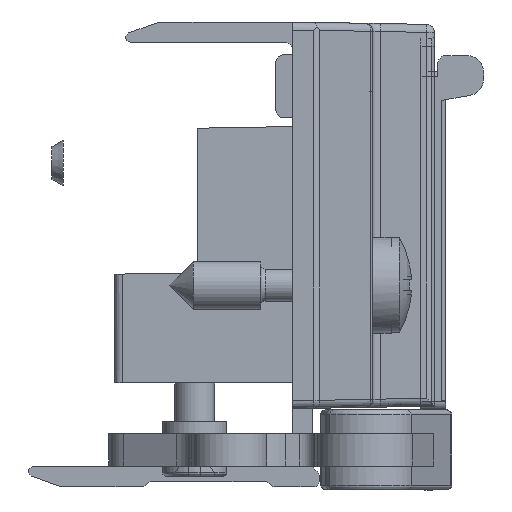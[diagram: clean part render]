
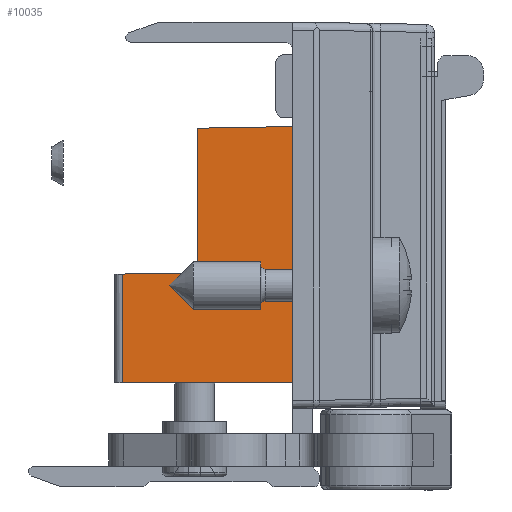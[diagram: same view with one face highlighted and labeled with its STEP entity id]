
A CAD part, front view. The second image highlights one B-rep face of the part: STEP entity #10035.
In plain terms, the highlighted face is planar.
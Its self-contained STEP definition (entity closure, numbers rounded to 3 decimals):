
#513=PLANE('',#10811);
#876=FACE_OUTER_BOUND('',#1475,.T.);
#1475=EDGE_LOOP('',(#7425,#7426,#7427,#7428,#7429,#7430));
#2677=LINE('',#15921,#3577);
#2697=LINE('',#16062,#3597);
#2698=LINE('',#16063,#3598);
#2699=LINE('',#16065,#3599);
#2700=LINE('',#16067,#3600);
#2701=LINE('',#16068,#3601);
#3577=VECTOR('',#12461,1.);
#3597=VECTOR('',#12519,1.);
#3598=VECTOR('',#12520,1.);
#3599=VECTOR('',#12521,1.);
#3600=VECTOR('',#12522,1.);
#3601=VECTOR('',#12523,1.);
#4501=VERTEX_POINT('',#15918);
#4502=VERTEX_POINT('',#15920);
#4524=VERTEX_POINT('',#16060);
#4525=VERTEX_POINT('',#16061);
#4526=VERTEX_POINT('',#16064);
#4527=VERTEX_POINT('',#16066);
#5567=EDGE_CURVE('',#4501,#4502,#2677,.T.);
#5599=EDGE_CURVE('',#4524,#4525,#2697,.T.);
#5600=EDGE_CURVE('',#4502,#4524,#2698,.T.);
#5601=EDGE_CURVE('',#4526,#4501,#2699,.T.);
#5602=EDGE_CURVE('',#4527,#4526,#2700,.T.);
#5603=EDGE_CURVE('',#4525,#4527,#2701,.T.);
#7425=ORIENTED_EDGE('',*,*,#5599,.F.);
#7426=ORIENTED_EDGE('',*,*,#5600,.F.);
#7427=ORIENTED_EDGE('',*,*,#5567,.F.);
#7428=ORIENTED_EDGE('',*,*,#5601,.F.);
#7429=ORIENTED_EDGE('',*,*,#5602,.F.);
#7430=ORIENTED_EDGE('',*,*,#5603,.F.);
#10035=ADVANCED_FACE('',(#876),#513,.T.);
#10811=AXIS2_PLACEMENT_3D('',#16059,#12517,#12518);
#12461=DIRECTION('',(1.,0.,-0.017));
#12517=DIRECTION('center_axis',(0.,1.,0.));
#12518=DIRECTION('ref_axis',(1.,0.,0.));
#12519=DIRECTION('',(1.,0.,-0.017));
#12520=DIRECTION('',(0.,0.,-1.));
#12521=DIRECTION('',(0.,0.,-1.));
#12522=DIRECTION('',(-1.,0.,0.));
#12523=DIRECTION('',(0.,0.,1.));
#15918=CARTESIAN_POINT('',(-7.45,-27.555,46.439));
#15920=CARTESIAN_POINT('',(-2.79,-27.555,46.358));
#15921=CARTESIAN_POINT('',(0.348,-27.555,46.303));
#16059=CARTESIAN_POINT('Origin',(3.754,-27.555,49.73));
#16060=CARTESIAN_POINT('',(-2.79,-27.555,37.349));
#16061=CARTESIAN_POINT('',(3.16,-27.555,37.245));
#16062=CARTESIAN_POINT('',(0.348,-27.555,37.294));
#16063=CARTESIAN_POINT('',(-2.79,-27.555,33.884));
#16064=CARTESIAN_POINT('',(-7.45,-27.555,53.23));
#16065=CARTESIAN_POINT('',(-7.45,-27.555,33.884));
#16066=CARTESIAN_POINT('',(3.16,-27.555,53.23));
#16067=CARTESIAN_POINT('',(0.348,-27.555,53.23));
#16068=CARTESIAN_POINT('',(3.16,-27.555,33.884));
